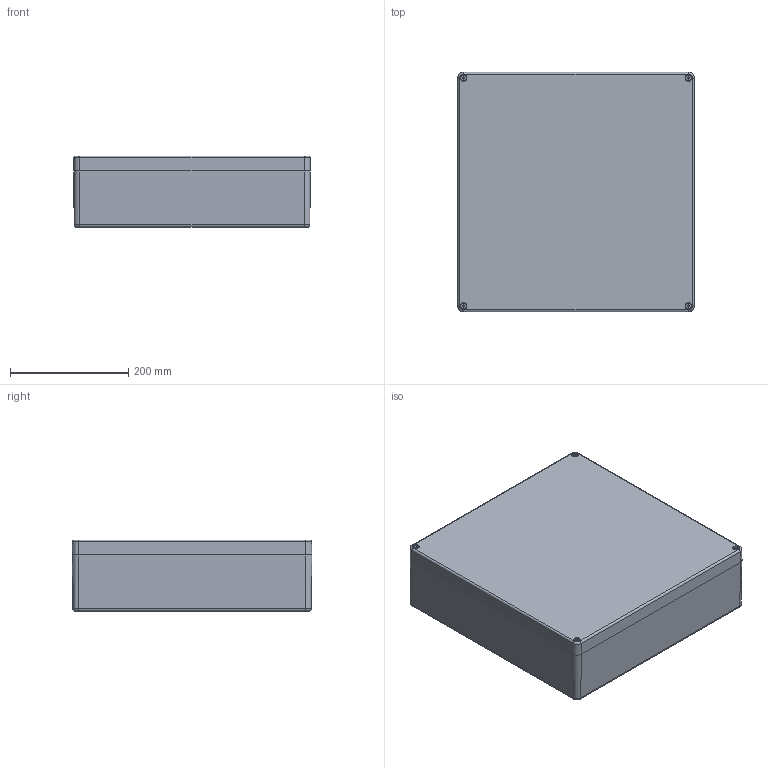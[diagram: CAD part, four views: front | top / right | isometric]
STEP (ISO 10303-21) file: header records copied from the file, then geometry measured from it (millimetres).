
FILE_DESCRIPTION(/* description */ (''),/* implementation_level */ '2;1');
FILE_NAME(/* name */ '07404112010-RST.stp',/* time_stamp */ '2021-09-02T14:38:12+02:00',/* author */ ('sl'),/* organization */ (''),/* preprocessor_version */ 'ST-DEVELOPER v16.5',/* originating_system */ 'Autodesk Inventor 2017',/* authorisation */ '');
FILE_SCHEMA (('AUTOMOTIVE_DESIGN { 1 0 10303 214 3 1 1 }'));
Length unit declared in the file: millimetre
Products named in the file (4): Polyester-Gehäuse-26-BG-0001-07_404112_010; Deckel-Polyester-Gehäuse-26-BT-0001-07_404112_010; UT-Polyester-Gehäuse-26-BT-0002-07_404112_010; Schraube-Polyester-Gehäuse-26-BT-0003-07_404112_010
Assembly tree (6 placements, depth 2):
  Polyester-Gehäuse-26-BG-0001-07_404112_010
    Deckel-Polyester-Gehäuse-26-BT-0001-07_404112_010
    Schraube-Polyester-Gehäuse-26-BT-0003-07_404112_010  x4
    UT-Polyester-Gehäuse-26-BT-0002-07_404112_010
Bounding box: 400 x 405 x 121 mm (x, y, z)
Volume: 3067146 mm3; surface area: 1030984.7 mm2
Topology: 6 solids, 6 shells, 375 faces, 926 edges, 588 vertices
Faces by surface type: plane 181, cone 92, cylinder 74, torus 20, bspline 8
Full cylindrical faces by diameter (mm): 4.917 x10, 5.3 x4, 5.317 x4, 6 x4
Entity records: 8494 total; most frequent: DIRECTION 1530, CARTESIAN_POINT 1487, ORIENTED_EDGE 1284, EDGE_CURVE 642, AXIS2_PLACEMENT_3D 593, VERTEX_POINT 448, EDGE_LOOP 410, LINE 344
